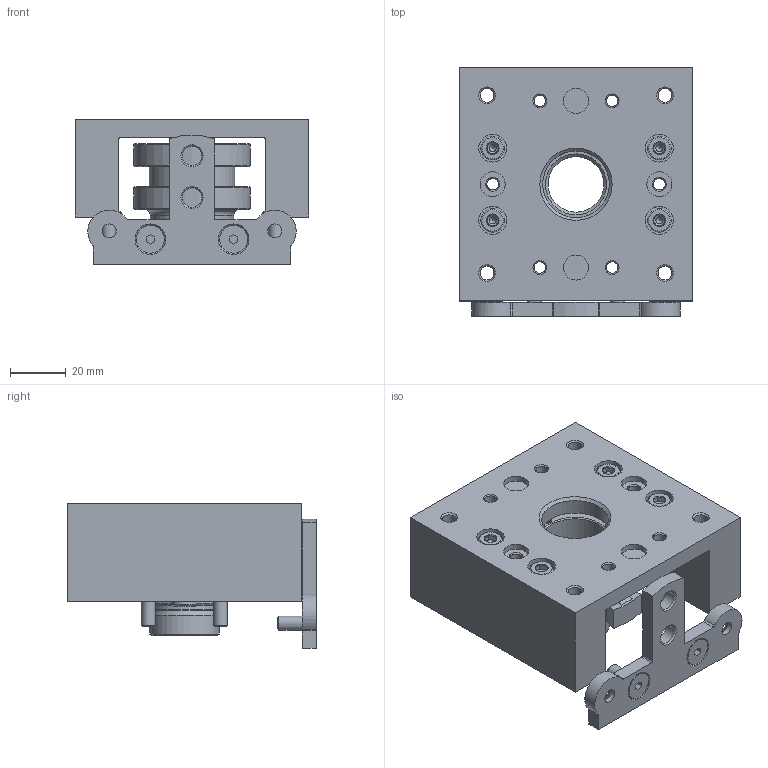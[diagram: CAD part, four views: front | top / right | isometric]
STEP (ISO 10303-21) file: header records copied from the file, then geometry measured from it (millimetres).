
FILE_DESCRIPTION(/* description */ ('STEP AP214'),/* implementation_level */ '2;1');
FILE_NAME(/* name */ '558393_EAPS-R1-25-S',/* time_stamp */ '2024-08-27T10:23:38+02:00',/* author */ ('License CC BY-ND 4.0'),/* organization */ ('CADENAS'),/* preprocessor_version */ 'ST-DEVELOPER v19.3',/* originating_system */ 'PARTsolutions',/* authorisation */ ' ');
FILE_SCHEMA (('AUTOMOTIVE_DESIGN {1 0 10303 214 3 1 1}'));
Length unit declared in the file: millimetre
Products named in the file (7): 558393 EAPS-R1-25-S; 558393 EAPS-R1-25-S_G; DIN-6912 - M5x40(F); 8137184 ZBH-9-B; Aufnahme 2_A; Nocke301---(h); 558393 EAPS-R1-25-S---(H)
Assembly tree (11 placements, depth 2):
  558393 EAPS-R1-25-S
    558393 EAPS-R1-25-S_G
    DIN-6912 - M5x40(F)  x4
    8137184 ZBH-9-B  x2
    Aufnahme 2_A
    Nocke301---(h)  x2
    558393 EAPS-R1-25-S---(H)
Bounding box: 84 x 89.5 x 52 mm (x, y, z)
Volume: 138836.3 mm3; surface area: 54261.7 mm2
Topology: 11 solids, 11 shells, 386 faces, 860 edges, 527 vertices
Faces by surface type: plane 178, cylinder 108, cone 85, torus 15
Full cylindrical faces by diameter (mm): 2.459 x2, 2.5 x4, 4.134 x6, 4.3 x2, 4.917 x4, 5 x10, 5.2 x4, 5.5 x4, 6.917 x2, 8.5 x4, 9 x4, 10 x6, 20 x1, 23.4 x1, 24 x2, 25 x1, 30 x1, 30.8 x1, 37 x2, 42 x2
Entity records: 6877 total; most frequent: DIRECTION 1220, CARTESIAN_POINT 1172, ORIENTED_EDGE 934, AXIS2_PLACEMENT_3D 510, EDGE_CURVE 467, FACE_BOUND 423, EDGE_LOOP 420, VERTEX_POINT 356
